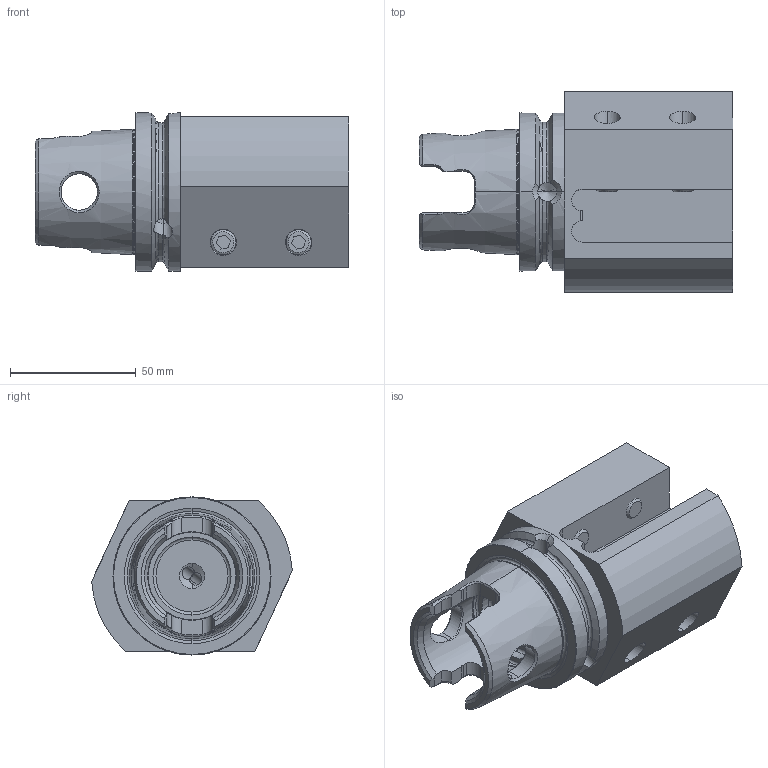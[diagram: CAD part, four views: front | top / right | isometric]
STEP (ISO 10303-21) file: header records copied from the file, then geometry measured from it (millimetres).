
FILE_DESCRIPTION (( 'STEP AP203' ), '1' );
FILE_NAME ('KY6.V20.R22.085.STEP', '2018-02-14T09:26:40', ( 'SWIAdmin' ), ( 'Hewlett-Packard Company' ), 'SwSTEP 2.0', 'SolidWorks 2017', '' );
FILE_SCHEMA (( 'CONFIG_CONTROL_DESIGN' ));
Length unit declared in the file: millimetre
Products named in the file (6): KY6-V20.L22.085_A; KU1-U12.001.010_1; KU1-U12.001.010_2; KU1-U12.001.010; ISO 4026 - M10 x 20_PreviewCfg; KY6.V20.R22.085
Assembly tree (9 placements, depth 3):
  KY6.V20.R22.085
    KY6-V20.L22.085_A
    KU1-U12.001.010  x2
      KU1-U12.001.010_1
      KU1-U12.001.010_2
    ISO 4026 - M10 x 20_PreviewCfg  x4
Bounding box: 124.95 x 79.89 x 62.95 mm (x, y, z)
Volume: 290581.2 mm3; surface area: 54394.8 mm2
Topology: 9 solids, 9 shells, 320 faces, 817 edges, 505 vertices
Faces by surface type: cylinder 97, plane 93, cone 74, bspline 30, torus 18, sphere 8
Entity records: 10808 total; most frequent: CARTESIAN_POINT 4217, ORIENTED_EDGE 1306, DIRECTION 1108, EDGE_CURVE 653, AXIS2_PLACEMENT_3D 442, VERTEX_POINT 409, EDGE_LOOP 284, ADVANCED_FACE 258
